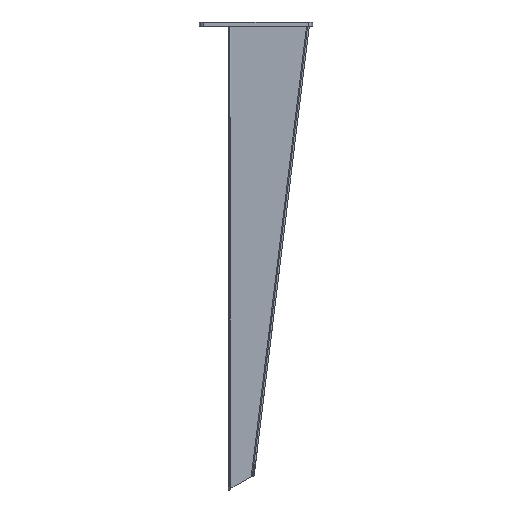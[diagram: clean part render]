
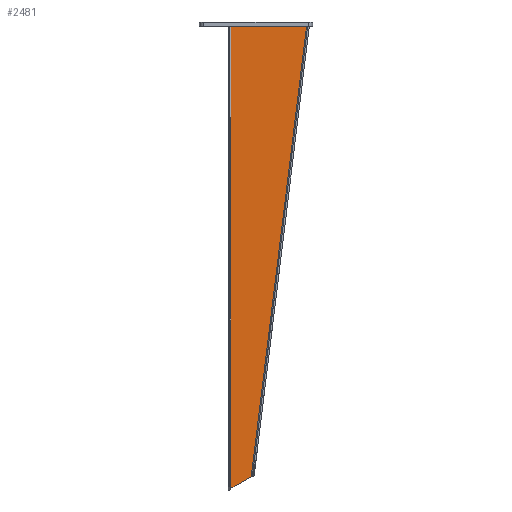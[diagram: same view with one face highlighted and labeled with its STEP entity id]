
A CAD part, left-side view. The second image highlights one B-rep face of the part: STEP entity #2481.
In plain terms, the highlighted planar face has unit normal (-1, 0, 0).
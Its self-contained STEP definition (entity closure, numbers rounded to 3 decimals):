
#87 = VECTOR ( 'NONE', #3681, 1000. ) ;
#100 = FACE_OUTER_BOUND ( 'NONE', #1648, .T. ) ;
#374 = VECTOR ( 'NONE', #4201, 1000. ) ;
#530 = LINE ( 'NONE', #2599, #1307 ) ;
#657 = DIRECTION ( 'NONE',  ( 0., -1., 0. ) ) ;
#685 = CARTESIAN_POINT ( 'NONE',  ( 16., -142.08, 0. ) ) ;
#702 = DIRECTION ( 'NONE',  ( 0., 0., 1. ) ) ;
#992 = DIRECTION ( 'NONE',  ( -1., 0., 0. ) ) ;
#1017 = VERTEX_POINT ( 'NONE', #1237 ) ;
#1022 = CARTESIAN_POINT ( 'NONE',  ( 16., 25.22, 0. ) ) ;
#1039 = PLANE ( 'NONE',  #1839 ) ;
#1043 = ORIENTED_EDGE ( 'NONE', *, *, #2638, .F. ) ;
#1196 = VERTEX_POINT ( 'NONE', #1717 ) ;
#1237 = CARTESIAN_POINT ( 'NONE',  ( 16., -141.882, 0. ) ) ;
#1307 = VECTOR ( 'NONE', #4258, 1000. ) ;
#1367 = LINE ( 'NONE', #3840, #374 ) ;
#1401 = ORIENTED_EDGE ( 'NONE', *, *, #3081, .F. ) ;
#1542 = ORIENTED_EDGE ( 'NONE', *, *, #3617, .F. ) ;
#1648 = EDGE_LOOP ( 'NONE', ( #1542, #1043, #3140, #1401 ) ) ;
#1717 = CARTESIAN_POINT ( 'NONE',  ( 16., -5., -836.986 ) ) ;
#1839 = AXIS2_PLACEMENT_3D ( 'NONE', #1022, #992, #702 ) ;
#2076 = CARTESIAN_POINT ( 'NONE',  ( 16., -5., 0. ) ) ;
#2153 = VECTOR ( 'NONE', #657, 1000. ) ;
#2481 = ADVANCED_FACE ( 'NONE', ( #100 ), #1039, .T. ) ;
#2599 = CARTESIAN_POINT ( 'NONE',  ( 16., -139.4, -20.213 ) ) ;
#2638 = EDGE_CURVE ( 'NONE', #4073, #1017, #3083, .T. ) ;
#3081 = EDGE_CURVE ( 'NONE', #3796, #1196, #1367, .T. ) ;
#3083 = LINE ( 'NONE', #685, #2153 ) ;
#3107 = CARTESIAN_POINT ( 'NONE',  ( 16., -5., 0. ) ) ;
#3140 = ORIENTED_EDGE ( 'NONE', *, *, #3925, .T. ) ;
#3572 = LINE ( 'NONE', #2076, #87 ) ;
#3617 = EDGE_CURVE ( 'NONE', #1017, #3796, #530, .T. ) ;
#3681 = DIRECTION ( 'NONE',  ( 0., 0., -1. ) ) ;
#3796 = VERTEX_POINT ( 'NONE', #4024 ) ;
#3840 = CARTESIAN_POINT ( 'NONE',  ( 16., 0.22, -840. ) ) ;
#3925 = EDGE_CURVE ( 'NONE', #4073, #1196, #3572, .T. ) ;
#4024 = CARTESIAN_POINT ( 'NONE',  ( 16., -41.716, -815.788 ) ) ;
#4073 = VERTEX_POINT ( 'NONE', #3107 ) ;
#4201 = DIRECTION ( 'NONE',  ( 0., 0.866, -0.5 ) ) ;
#4258 = DIRECTION ( 'NONE',  ( 0., 0.122, -0.993 ) ) ;
